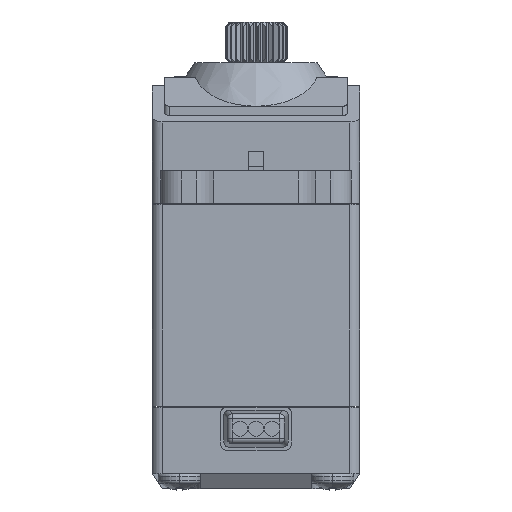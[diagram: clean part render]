
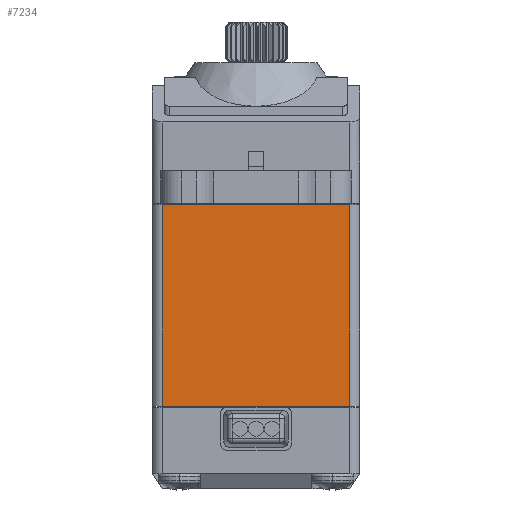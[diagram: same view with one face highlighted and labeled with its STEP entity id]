
A CAD part, left-side view. The second image highlights one B-rep face of the part: STEP entity #7234.
In plain terms, the highlighted planar face has unit normal (-1, 0, 0).
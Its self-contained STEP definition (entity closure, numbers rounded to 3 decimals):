
#87 = DIRECTION ( 'NONE',  ( 0., -1., 0. ) ) ;
#437 = EDGE_CURVE ( 'NONE', #3531, #15906, #10723, .T. ) ;
#445 = EDGE_CURVE ( 'NONE', #3531, #3459, #13713, .T. ) ;
#1494 = DIRECTION ( 'NONE',  ( 0., 1., 0. ) ) ;
#1659 = AXIS2_PLACEMENT_3D ( 'NONE', #19766, #13630, #7520 ) ;
#1971 = VECTOR ( 'NONE', #1494, 1000. ) ;
#2744 = CARTESIAN_POINT ( 'NONE',  ( -10.1, 9.2, -17.9 ) ) ;
#3338 = ORIENTED_EDGE ( 'NONE', *, *, #11208, .F. ) ;
#3459 = VERTEX_POINT ( 'NONE', #14056 ) ;
#3531 = VERTEX_POINT ( 'NONE', #8871 ) ;
#4598 = CARTESIAN_POINT ( 'NONE',  ( -10.1, -9.2, -82.88 ) ) ;
#5427 = ORIENTED_EDGE ( 'NONE', *, *, #445, .F. ) ;
#5627 = DIRECTION ( 'NONE',  ( 0., 0., 1. ) ) ;
#6022 = PLANE ( 'NONE',  #1659 ) ;
#7234 = ADVANCED_FACE ( 'NONE', ( #12135 ), #6022, .T. ) ;
#7520 = DIRECTION ( 'NONE',  ( 0., 0., 1. ) ) ;
#7598 = CARTESIAN_POINT ( 'NONE',  ( -10.1, 9.2, -37.7 ) ) ;
#7700 = LINE ( 'NONE', #13813, #18492 ) ;
#8206 = VECTOR ( 'NONE', #5627, 1000. ) ;
#8871 = CARTESIAN_POINT ( 'NONE',  ( -10.1, -9.2, -37.7 ) ) ;
#10651 = EDGE_CURVE ( 'NONE', #3459, #13226, #13237, .T. ) ;
#10723 = LINE ( 'NONE', #4598, #19260 ) ;
#11208 = EDGE_CURVE ( 'NONE', #13226, #15906, #7700, .T. ) ;
#12135 = FACE_OUTER_BOUND ( 'NONE', #18864, .T. ) ;
#12417 = ORIENTED_EDGE ( 'NONE', *, *, #437, .T. ) ;
#13128 = ORIENTED_EDGE ( 'NONE', *, *, #10651, .F. ) ;
#13226 = VERTEX_POINT ( 'NONE', #2744 ) ;
#13237 = LINE ( 'NONE', #19373, #8206 ) ;
#13630 = DIRECTION ( 'NONE',  ( -1., 0., 0. ) ) ;
#13713 = LINE ( 'NONE', #7598, #1971 ) ;
#13813 = CARTESIAN_POINT ( 'NONE',  ( -10.1, 9.2, -17.9 ) ) ;
#14056 = CARTESIAN_POINT ( 'NONE',  ( -10.1, 9.2, -37.7 ) ) ;
#15906 = VERTEX_POINT ( 'NONE', #17792 ) ;
#17792 = CARTESIAN_POINT ( 'NONE',  ( -10.1, -9.2, -17.9 ) ) ;
#18347 = DIRECTION ( 'NONE',  ( 0., 0., 1. ) ) ;
#18492 = VECTOR ( 'NONE', #87, 1000. ) ;
#18864 = EDGE_LOOP ( 'NONE', ( #5427, #12417, #3338, #13128 ) ) ;
#19260 = VECTOR ( 'NONE', #18347, 1000. ) ;
#19373 = CARTESIAN_POINT ( 'NONE',  ( -10.1, 9.2, -82.88 ) ) ;
#19766 = CARTESIAN_POINT ( 'NONE',  ( -10.1, 9.2, -82.88 ) ) ;
